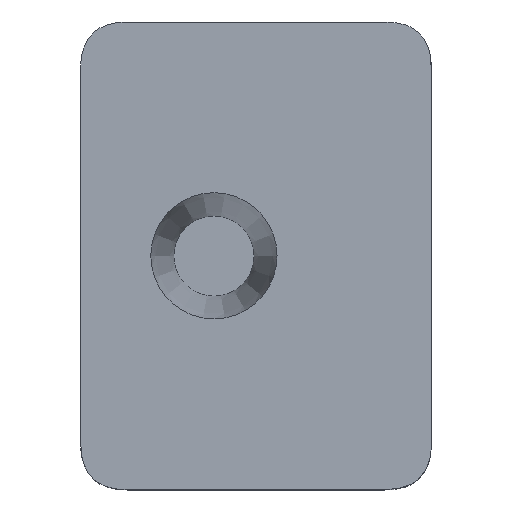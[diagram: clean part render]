
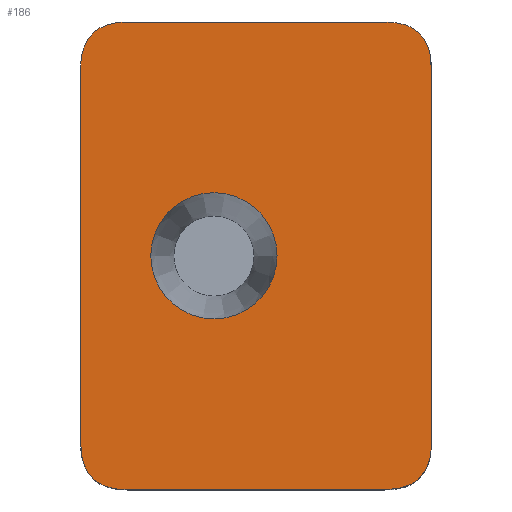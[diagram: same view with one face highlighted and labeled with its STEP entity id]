
A CAD part, top view. The second image highlights one B-rep face of the part: STEP entity #186.
In plain terms, the highlighted planar face has unit normal (0, 0, 1).
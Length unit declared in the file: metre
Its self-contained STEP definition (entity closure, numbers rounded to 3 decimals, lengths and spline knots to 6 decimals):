
#17=CIRCLE('',#212,0.0027);
#27=B_SPLINE_CURVE_WITH_KNOTS('',3,(#311,#312,#313,#314),.UNSPECIFIED.,
 .F.,.F.,(4,4),(0.,1.),.UNSPECIFIED.);
#28=B_SPLINE_CURVE_WITH_KNOTS('',3,(#315,#316,#317,#318),.UNSPECIFIED.,
 .F.,.F.,(4,4),(0.,1.),.UNSPECIFIED.);
#29=B_SPLINE_CURVE_WITH_KNOTS('',3,(#319,#320,#321,#322),.UNSPECIFIED.,
 .F.,.F.,(4,4),(0.,1.),.UNSPECIFIED.);
#30=B_SPLINE_CURVE_WITH_KNOTS('',3,(#323,#324,#325,#326),.UNSPECIFIED.,
 .F.,.F.,(4,4),(0.,1.),.UNSPECIFIED.);
#51=ORIENTED_EDGE('',*,*,#103,.F.);
#52=ORIENTED_EDGE('',*,*,#97,.T.);
#53=ORIENTED_EDGE('',*,*,#104,.T.);
#54=ORIENTED_EDGE('',*,*,#99,.F.);
#55=ORIENTED_EDGE('',*,*,#105,.T.);
#56=ORIENTED_EDGE('',*,*,#87,.F.);
#57=ORIENTED_EDGE('',*,*,#106,.T.);
#58=ORIENTED_EDGE('',*,*,#93,.T.);
#59=ORIENTED_EDGE('',*,*,#107,.T.);
#87=EDGE_CURVE('',#113,#114,#131,.T.);
#93=EDGE_CURVE('',#120,#119,#134,.T.);
#97=EDGE_CURVE('',#124,#123,#136,.T.);
#99=EDGE_CURVE('',#125,#126,#137,.T.);
#103=EDGE_CURVE('',#129,#129,#17,.T.);
#104=EDGE_CURVE('',#123,#126,#27,.T.);
#105=EDGE_CURVE('',#125,#114,#28,.T.);
#106=EDGE_CURVE('',#113,#120,#29,.T.);
#107=EDGE_CURVE('',#119,#124,#30,.T.);
#113=VERTEX_POINT('',#250);
#114=VERTEX_POINT('',#251);
#119=VERTEX_POINT('',#271);
#120=VERTEX_POINT('',#273);
#123=VERTEX_POINT('',#286);
#124=VERTEX_POINT('',#288);
#125=VERTEX_POINT('',#295);
#126=VERTEX_POINT('',#296);
#129=VERTEX_POINT('',#310);
#131=LINE('',#249,#139);
#134=LINE('',#272,#142);
#136=LINE('',#287,#144);
#137=LINE('',#294,#145);
#139=VECTOR('',#221,1.);
#142=VECTOR('',#226,1.);
#144=VECTOR('',#230,1.);
#145=VECTOR('',#233,1.);
#151=EDGE_LOOP('',(#51));
#152=EDGE_LOOP('',(#52,#53,#54,#55,#56,#57,#58,#59));
#165=FACE_BOUND('',#151,.T.);
#166=FACE_BOUND('',#152,.T.);
#179=PLANE('',#211);
#186=ADVANCED_FACE('',(#165,#166),#179,.T.);
#211=AXIS2_PLACEMENT_3D('',#308,#235,#236);
#212=AXIS2_PLACEMENT_3D('',#309,#237,#238);
#221=DIRECTION('',(0.,-1.,0.));
#226=DIRECTION('',(-1.,0.,0.));
#230=DIRECTION('',(0.,-1.,0.));
#233=DIRECTION('',(-1.,0.,0.));
#235=DIRECTION('',(0.,0.,1.));
#236=DIRECTION('',(1.,0.,0.));
#237=DIRECTION('',(0.,0.,1.));
#238=DIRECTION('',(1.,0.,0.));
#249=CARTESIAN_POINT('',(0.0075,0.,0.01085));
#250=CARTESIAN_POINT('',(0.0075,0.008,0.01085));
#251=CARTESIAN_POINT('',(0.0075,-0.008,0.01085));
#271=CARTESIAN_POINT('',(-0.0055,0.01,0.01085));
#272=CARTESIAN_POINT('',(0.,0.01,0.01085));
#273=CARTESIAN_POINT('',(0.0055,0.01,0.01085));
#286=CARTESIAN_POINT('',(-0.0075,-0.008,0.01085));
#287=CARTESIAN_POINT('',(-0.0075,0.,0.01085));
#288=CARTESIAN_POINT('',(-0.0075,0.008,0.01085));
#294=CARTESIAN_POINT('',(0.,-0.01,0.01085));
#295=CARTESIAN_POINT('',(0.0055,-0.01,0.01085));
#296=CARTESIAN_POINT('',(-0.0055,-0.01,0.01085));
#308=CARTESIAN_POINT('',(0.,0.,0.01085));
#309=CARTESIAN_POINT('',(-0.0018,0.,0.01085));
#310=CARTESIAN_POINT('',(0.0009,0.,0.01085));
#311=CARTESIAN_POINT('',(-0.0075,-0.008,0.01085));
#312=CARTESIAN_POINT('',(-0.0075,-0.009333,0.01085));
#313=CARTESIAN_POINT('',(-0.006833,-0.01,0.01085));
#314=CARTESIAN_POINT('',(-0.0055,-0.01,0.01085));
#315=CARTESIAN_POINT('',(0.0055,-0.01,0.01085));
#316=CARTESIAN_POINT('',(0.006833,-0.01,0.01085));
#317=CARTESIAN_POINT('',(0.0075,-0.009333,0.01085));
#318=CARTESIAN_POINT('',(0.0075,-0.008,0.01085));
#319=CARTESIAN_POINT('',(0.0075,0.008,0.01085));
#320=CARTESIAN_POINT('',(0.0075,0.009333,0.01085));
#321=CARTESIAN_POINT('',(0.006833,0.01,0.01085));
#322=CARTESIAN_POINT('',(0.0055,0.01,0.01085));
#323=CARTESIAN_POINT('',(-0.0055,0.01,0.01085));
#324=CARTESIAN_POINT('',(-0.006833,0.01,0.01085));
#325=CARTESIAN_POINT('',(-0.0075,0.009333,0.01085));
#326=CARTESIAN_POINT('',(-0.0075,0.008,0.01085));
